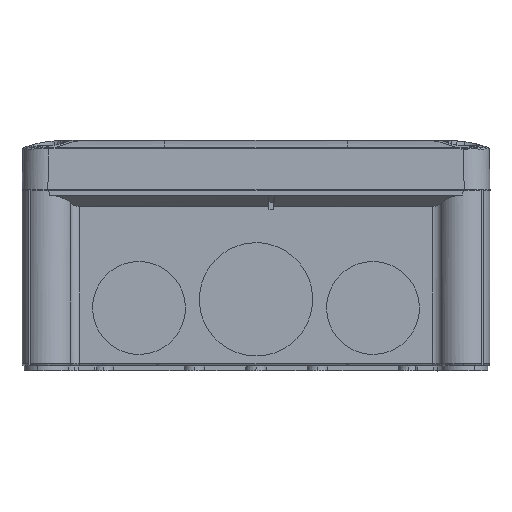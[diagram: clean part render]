
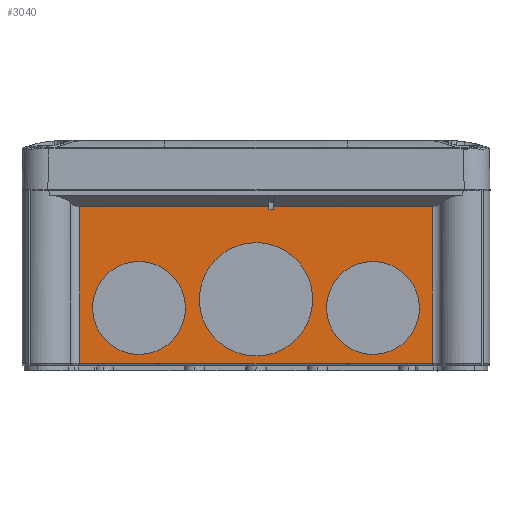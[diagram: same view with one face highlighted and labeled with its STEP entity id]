
A CAD part, left-side view. The second image highlights one B-rep face of the part: STEP entity #3040.
In plain terms, the highlighted planar face has unit normal (1, 0, 0).
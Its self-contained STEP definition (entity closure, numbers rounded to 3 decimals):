
#2892=AXIS2_PLACEMENT_3D('Plane Axis2P3D',#2889,#2890,#2891) ;
#2471=CARTESIAN_POINT('Vertex',(-112.,-71.539,-70.3)) ;
#2654=CARTESIAN_POINT('Vertex',(-112.,-71.539,-6.619)) ;
#2657=CARTESIAN_POINT('Line Origine',(-112.,-71.539,-35.65)) ;
#2714=CARTESIAN_POINT('Vertex',(-112.,71.539,-70.3)) ;
#2718=CARTESIAN_POINT('Control Point',(-112.,-71.539,-70.3)) ;
#2719=CARTESIAN_POINT('Control Point',(-112.,71.539,-70.3)) ;
#2889=CARTESIAN_POINT('Axis2P3D Location',(-112.,74.302,0.)) ;
#2894=CARTESIAN_POINT('Line Origine',(-112.,33.144,-6.619)) ;
#2898=CARTESIAN_POINT('Vertex',(-112.,71.539,-6.619)) ;
#2900=CARTESIAN_POINT('Vertex',(-112.,-5.25,-6.619)) ;
#2903=CARTESIAN_POINT('Line Origine',(-112.,-5.25,-7.309)) ;
#2907=CARTESIAN_POINT('Vertex',(-112.,-5.25,-8.)) ;
#2910=CARTESIAN_POINT('Line Origine',(-112.,-6.25,-8.)) ;
#2914=CARTESIAN_POINT('Vertex',(-112.,-7.25,-8.)) ;
#2917=CARTESIAN_POINT('Line Origine',(-112.,-7.25,-7.309)) ;
#2921=CARTESIAN_POINT('Vertex',(-112.,-7.25,-6.619)) ;
#2924=CARTESIAN_POINT('Line Origine',(-112.,-39.394,-6.619)) ;
#2929=CARTESIAN_POINT('Line Origine',(-112.,71.539,-38.459)) ;
#2945=CARTESIAN_POINT('Control Point',(-112.,47.5,-28.95)) ;
#2946=CARTESIAN_POINT('Control Point',(-112.,51.225,-28.943)) ;
#2947=CARTESIAN_POINT('Control Point',(-112.,54.95,-29.881)) ;
#2948=CARTESIAN_POINT('Control Point',(-112.,62.383,-33.86)) ;
#2949=CARTESIAN_POINT('Control Point',(-112.,66.971,-41.472)) ;
#2950=CARTESIAN_POINT('Control Point',(-112.,67.017,-54.012)) ;
#2951=CARTESIAN_POINT('Control Point',(-112.,62.456,-61.682)) ;
#2952=CARTESIAN_POINT('Control Point',(-112.,55.006,-65.705)) ;
#2953=CARTESIAN_POINT('Control Point',(-112.,51.253,-66.657)) ;
#2954=CARTESIAN_POINT('Control Point',(-112.,47.5,-66.65)) ;
#2955=CARTESIAN_POINT('Vertex',(-112.,47.5,-28.95)) ;
#2957=CARTESIAN_POINT('Vertex',(-112.,47.5,-66.65)) ;
#2961=CARTESIAN_POINT('Control Point',(-112.,47.5,-66.65)) ;
#2962=CARTESIAN_POINT('Control Point',(-112.,43.775,-66.657)) ;
#2963=CARTESIAN_POINT('Control Point',(-112.,40.05,-65.719)) ;
#2964=CARTESIAN_POINT('Control Point',(-112.,32.617,-61.74)) ;
#2965=CARTESIAN_POINT('Control Point',(-112.,28.029,-54.128)) ;
#2966=CARTESIAN_POINT('Control Point',(-112.,27.983,-41.588)) ;
#2967=CARTESIAN_POINT('Control Point',(-112.,32.544,-33.918)) ;
#2968=CARTESIAN_POINT('Control Point',(-112.,39.994,-29.895)) ;
#2969=CARTESIAN_POINT('Control Point',(-112.,43.747,-28.943)) ;
#2970=CARTESIAN_POINT('Control Point',(-112.,47.5,-28.95)) ;
#2977=CARTESIAN_POINT('Control Point',(-112.,-47.5,-28.95)) ;
#2978=CARTESIAN_POINT('Control Point',(-112.,-43.775,-28.943)) ;
#2979=CARTESIAN_POINT('Control Point',(-112.,-40.05,-29.881)) ;
#2980=CARTESIAN_POINT('Control Point',(-112.,-32.617,-33.86)) ;
#2981=CARTESIAN_POINT('Control Point',(-112.,-28.029,-41.472)) ;
#2982=CARTESIAN_POINT('Control Point',(-112.,-27.983,-54.012)) ;
#2983=CARTESIAN_POINT('Control Point',(-112.,-32.544,-61.682)) ;
#2984=CARTESIAN_POINT('Control Point',(-112.,-39.994,-65.705)) ;
#2985=CARTESIAN_POINT('Control Point',(-112.,-43.747,-66.657)) ;
#2986=CARTESIAN_POINT('Control Point',(-112.,-47.5,-66.65)) ;
#2987=CARTESIAN_POINT('Vertex',(-112.,-47.5,-28.95)) ;
#2989=CARTESIAN_POINT('Vertex',(-112.,-47.5,-66.65)) ;
#2993=CARTESIAN_POINT('Control Point',(-112.,-47.5,-66.65)) ;
#2994=CARTESIAN_POINT('Control Point',(-112.,-51.225,-66.657)) ;
#2995=CARTESIAN_POINT('Control Point',(-112.,-54.95,-65.719)) ;
#2996=CARTESIAN_POINT('Control Point',(-112.,-62.383,-61.74)) ;
#2997=CARTESIAN_POINT('Control Point',(-112.,-66.971,-54.128)) ;
#2998=CARTESIAN_POINT('Control Point',(-112.,-67.017,-41.588)) ;
#2999=CARTESIAN_POINT('Control Point',(-112.,-62.456,-33.918)) ;
#3000=CARTESIAN_POINT('Control Point',(-112.,-55.006,-29.895)) ;
#3001=CARTESIAN_POINT('Control Point',(-112.,-51.253,-28.943)) ;
#3002=CARTESIAN_POINT('Control Point',(-112.,-47.5,-28.95)) ;
#3009=CARTESIAN_POINT('Control Point',(-112.,0.,-21.3)) ;
#3010=CARTESIAN_POINT('Control Point',(-112.,4.694,-21.288)) ;
#3011=CARTESIAN_POINT('Control Point',(-112.,9.382,-22.508)) ;
#3012=CARTESIAN_POINT('Control Point',(-112.,18.383,-27.514)) ;
#3013=CARTESIAN_POINT('Control Point',(-112.,23.81,-36.866)) ;
#3014=CARTESIAN_POINT('Control Point',(-112.,23.661,-52.112)) ;
#3015=CARTESIAN_POINT('Control Point',(-112.,18.145,-61.277)) ;
#3016=CARTESIAN_POINT('Control Point',(-112.,9.201,-66.138)) ;
#3017=CARTESIAN_POINT('Control Point',(-112.,4.601,-67.311)) ;
#3018=CARTESIAN_POINT('Control Point',(-112.,0.,-67.3)) ;
#3019=CARTESIAN_POINT('Vertex',(-112.,0.,-21.3)) ;
#3021=CARTESIAN_POINT('Vertex',(-112.,0.,-67.3)) ;
#3025=CARTESIAN_POINT('Control Point',(-112.,0.,-67.3)) ;
#3026=CARTESIAN_POINT('Control Point',(-112.,-4.694,-67.312)) ;
#3027=CARTESIAN_POINT('Control Point',(-112.,-9.382,-66.092)) ;
#3028=CARTESIAN_POINT('Control Point',(-112.,-18.383,-61.086)) ;
#3029=CARTESIAN_POINT('Control Point',(-112.,-23.81,-51.734)) ;
#3030=CARTESIAN_POINT('Control Point',(-112.,-23.661,-36.488)) ;
#3031=CARTESIAN_POINT('Control Point',(-112.,-18.145,-27.323)) ;
#3032=CARTESIAN_POINT('Control Point',(-112.,-9.201,-22.462)) ;
#3033=CARTESIAN_POINT('Control Point',(-112.,-4.601,-21.289)) ;
#3034=CARTESIAN_POINT('Control Point',(-112.,0.,-21.3)) ;
#2658=DIRECTION('Vector Direction',(0.,0.,1.)) ;
#2890=DIRECTION('Axis2P3D Direction',(1.,0.,-0.)) ;
#2891=DIRECTION('Axis2P3D XDirection',(0.,0.,1.)) ;
#2895=DIRECTION('Vector Direction',(0.,-1.,0.)) ;
#2904=DIRECTION('Vector Direction',(0.,0.,1.)) ;
#2911=DIRECTION('Vector Direction',(0.,-1.,0.)) ;
#2918=DIRECTION('Vector Direction',(0.,0.,1.)) ;
#2925=DIRECTION('Vector Direction',(0.,-1.,0.)) ;
#2930=DIRECTION('Vector Direction',(0.,0.,-1.)) ;
#2659=VECTOR('Line Direction',#2658,1.) ;
#2896=VECTOR('Line Direction',#2895,1.) ;
#2905=VECTOR('Line Direction',#2904,1.) ;
#2912=VECTOR('Line Direction',#2911,1.) ;
#2919=VECTOR('Line Direction',#2918,1.) ;
#2926=VECTOR('Line Direction',#2925,1.) ;
#2931=VECTOR('Line Direction',#2930,1.) ;
#2935=ORIENTED_EDGE('',*,*,#2902,.T.) ;
#2936=ORIENTED_EDGE('',*,*,#2909,.F.) ;
#2937=ORIENTED_EDGE('',*,*,#2916,.T.) ;
#2938=ORIENTED_EDGE('',*,*,#2923,.T.) ;
#2939=ORIENTED_EDGE('',*,*,#2928,.T.) ;
#2940=ORIENTED_EDGE('',*,*,#2661,.T.) ;
#2941=ORIENTED_EDGE('',*,*,#2720,.T.) ;
#2942=ORIENTED_EDGE('',*,*,#2933,.F.) ;
#2973=ORIENTED_EDGE('',*,*,#2959,.T.) ;
#2974=ORIENTED_EDGE('',*,*,#2971,.T.) ;
#3005=ORIENTED_EDGE('',*,*,#2991,.T.) ;
#3006=ORIENTED_EDGE('',*,*,#3003,.T.) ;
#3037=ORIENTED_EDGE('',*,*,#3023,.T.) ;
#3038=ORIENTED_EDGE('',*,*,#3035,.T.) ;
#2975=FACE_BOUND('',#2972,.T.) ;
#3007=FACE_BOUND('',#3004,.T.) ;
#3039=FACE_BOUND('',#3036,.T.) ;
#3040=ADVANCED_FACE('Surface.987',(#2943,#2975,#3007,#3039),#2893,.T.) ;
#2717=B_SPLINE_CURVE_WITH_KNOTS('',1,(#2718,#2719),.UNSPECIFIED.,.F.,.U.,(2,2),(0.,143.077),.UNSPECIFIED.) ;
#2944=B_SPLINE_CURVE_WITH_KNOTS('',5,(#2945,#2946,#2947,#2948,#2949,#2950,#2951,#2952,#2953,#2954),.UNSPECIFIED.,.F.,.U.,(6,2,2,6),(0.,19.639,42.652,62.44),.UNSPECIFIED.) ;
#2960=B_SPLINE_CURVE_WITH_KNOTS('',5,(#2961,#2962,#2963,#2964,#2965,#2966,#2967,#2968,#2969,#2970),.UNSPECIFIED.,.F.,.U.,(6,2,2,6),(0.,19.639,42.652,62.44),.UNSPECIFIED.) ;
#2976=B_SPLINE_CURVE_WITH_KNOTS('',5,(#2977,#2978,#2979,#2980,#2981,#2982,#2983,#2984,#2985,#2986),.UNSPECIFIED.,.F.,.U.,(6,2,2,6),(0.,19.639,42.652,62.44),.UNSPECIFIED.) ;
#2992=B_SPLINE_CURVE_WITH_KNOTS('',5,(#2993,#2994,#2995,#2996,#2997,#2998,#2999,#3000,#3001,#3002),.UNSPECIFIED.,.F.,.U.,(6,2,2,6),(0.,19.639,42.652,62.44),.UNSPECIFIED.) ;
#3008=B_SPLINE_CURVE_WITH_KNOTS('',5,(#3009,#3010,#3011,#3012,#3013,#3014,#3015,#3016,#3017,#3018),.UNSPECIFIED.,.F.,.U.,(6,2,2,6),(0.,24.721,51.886,76.122),.UNSPECIFIED.) ;
#3024=B_SPLINE_CURVE_WITH_KNOTS('',5,(#3025,#3026,#3027,#3028,#3029,#3030,#3031,#3032,#3033,#3034),.UNSPECIFIED.,.F.,.U.,(6,2,2,6),(0.,24.721,51.886,76.122),.UNSPECIFIED.) ;
#2661=EDGE_CURVE('',#2655,#2472,#2660,.F.) ;
#2720=EDGE_CURVE('',#2472,#2715,#2717,.T.) ;
#2902=EDGE_CURVE('',#2899,#2901,#2897,.T.) ;
#2909=EDGE_CURVE('',#2908,#2901,#2906,.T.) ;
#2916=EDGE_CURVE('',#2908,#2915,#2913,.T.) ;
#2923=EDGE_CURVE('',#2915,#2922,#2920,.T.) ;
#2928=EDGE_CURVE('',#2922,#2655,#2927,.T.) ;
#2933=EDGE_CURVE('',#2899,#2715,#2932,.T.) ;
#2959=EDGE_CURVE('',#2956,#2958,#2944,.T.) ;
#2971=EDGE_CURVE('',#2958,#2956,#2960,.T.) ;
#2991=EDGE_CURVE('',#2988,#2990,#2976,.T.) ;
#3003=EDGE_CURVE('',#2990,#2988,#2992,.T.) ;
#3023=EDGE_CURVE('',#3020,#3022,#3008,.T.) ;
#3035=EDGE_CURVE('',#3022,#3020,#3024,.T.) ;
#2934=EDGE_LOOP('',(#2935,#2936,#2937,#2938,#2939,#2940,#2941,#2942)) ;
#2972=EDGE_LOOP('',(#2973,#2974)) ;
#3004=EDGE_LOOP('',(#3005,#3006)) ;
#3036=EDGE_LOOP('',(#3037,#3038)) ;
#2943=FACE_OUTER_BOUND('',#2934,.T.) ;
#2660=LINE('Line',#2657,#2659) ;
#2897=LINE('Line',#2894,#2896) ;
#2906=LINE('Line',#2903,#2905) ;
#2913=LINE('Line',#2910,#2912) ;
#2920=LINE('Line',#2917,#2919) ;
#2927=LINE('Line',#2924,#2926) ;
#2932=LINE('Line',#2929,#2931) ;
#2893=PLANE('',#2892) ;
#2472=VERTEX_POINT('',#2471) ;
#2655=VERTEX_POINT('',#2654) ;
#2715=VERTEX_POINT('',#2714) ;
#2899=VERTEX_POINT('',#2898) ;
#2901=VERTEX_POINT('',#2900) ;
#2908=VERTEX_POINT('',#2907) ;
#2915=VERTEX_POINT('',#2914) ;
#2922=VERTEX_POINT('',#2921) ;
#2956=VERTEX_POINT('',#2955) ;
#2958=VERTEX_POINT('',#2957) ;
#2988=VERTEX_POINT('',#2987) ;
#2990=VERTEX_POINT('',#2989) ;
#3020=VERTEX_POINT('',#3019) ;
#3022=VERTEX_POINT('',#3021) ;
